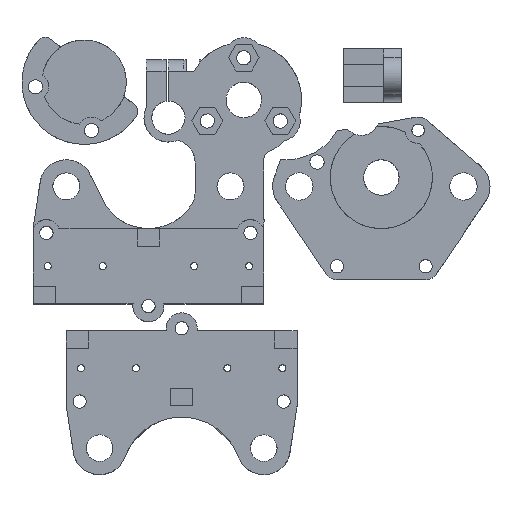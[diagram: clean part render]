
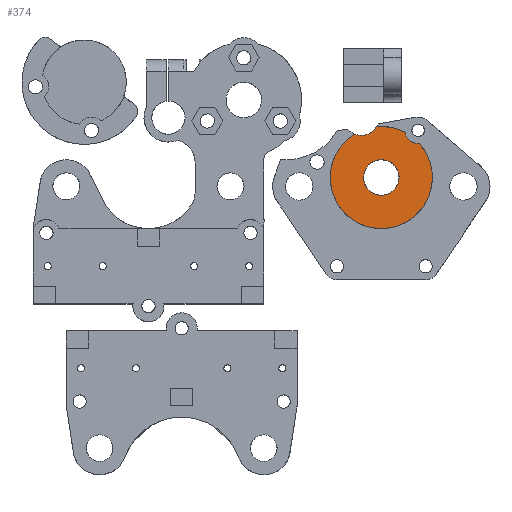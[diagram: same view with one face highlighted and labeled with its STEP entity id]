
A CAD part, top view. The second image highlights one B-rep face of the part: STEP entity #374.
In plain terms, the highlighted planar face has unit normal (0, 0, 1).
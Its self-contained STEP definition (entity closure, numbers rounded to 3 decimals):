
#374=ADVANCED_FACE('',(#841,#476),#6148,.T.);
#476=FACE_BOUND('',#1294,.T.);
#841=FACE_OUTER_BOUND('',#1293,.T.);
#1293=EDGE_LOOP('',(#3214,#3215,#3216,#3217));
#1294=EDGE_LOOP('',(#3218,#3219));
#3214=ORIENTED_EDGE('',*,*,#4308,.F.);
#3215=ORIENTED_EDGE('',*,*,#4311,.F.);
#3216=ORIENTED_EDGE('',*,*,#4313,.F.);
#3217=ORIENTED_EDGE('',*,*,#4314,.F.);
#3218=ORIENTED_EDGE('',*,*,#4316,.T.);
#3219=ORIENTED_EDGE('',*,*,#4356,.T.);
#4308=EDGE_CURVE('',#6006,#6007,#5318,.T.);
#4311=EDGE_CURVE('',#6008,#6006,#5321,.T.);
#4313=EDGE_CURVE('',#6009,#6008,#5323,.T.);
#4314=EDGE_CURVE('',#6007,#6009,#5324,.T.);
#4316=EDGE_CURVE('',#6011,#6010,#5326,.T.);
#4356=EDGE_CURVE('',#6010,#6011,#5366,.T.);
#5318=(
BOUNDED_CURVE()
B_SPLINE_CURVE(2,(#11911,#11912,#11913),.UNSPECIFIED.,.F.,.F.)
B_SPLINE_CURVE_WITH_KNOTS((3,3),(17.292,22.981),
 .UNSPECIFIED.)
CURVE()
GEOMETRIC_REPRESENTATION_ITEM()
RATIONAL_B_SPLINE_CURVE((1.,0.758,1.))
REPRESENTATION_ITEM('')
);
#5321=(
BOUNDED_CURVE()
B_SPLINE_CURVE(2,(#11918,#11919,#11920,#11921,#11922,#11923,#11924,#11925,
#11926),.UNSPECIFIED.,.F.,.F.)
B_SPLINE_CURVE_WITH_KNOTS((3,2,2,2,3),(-38.943,-24.884,
-10.825,3.233,17.292),.UNSPECIFIED.)
CURVE()
GEOMETRIC_REPRESENTATION_ITEM()
RATIONAL_B_SPLINE_CURVE((1.,0.819,1.,0.819,1.,0.819,
1.,0.819,1.))
REPRESENTATION_ITEM('')
);
#5323=(
BOUNDED_CURVE()
B_SPLINE_CURVE(2,(#11929,#11930,#11931),.UNSPECIFIED.,.F.,.F.)
B_SPLINE_CURVE_WITH_KNOTS((3,3),(-43.472,-38.943),
 .UNSPECIFIED.)
CURVE()
GEOMETRIC_REPRESENTATION_ITEM()
RATIONAL_B_SPLINE_CURVE((1.,0.728,1.))
REPRESENTATION_ITEM('')
);
#5324=(
BOUNDED_CURVE()
B_SPLINE_CURVE(2,(#11932,#11933,#11934),.UNSPECIFIED.,.F.,.F.)
B_SPLINE_CURVE_WITH_KNOTS((3,3),(-50.093,-43.472),
 .UNSPECIFIED.)
CURVE()
GEOMETRIC_REPRESENTATION_ITEM()
RATIONAL_B_SPLINE_CURVE((1.,0.959,1.))
REPRESENTATION_ITEM('')
);
#5326=(
BOUNDED_CURVE()
B_SPLINE_CURVE(2,(#11938,#11939,#11940,#11941,#11942),.UNSPECIFIED.,.F.,
 .F.)
B_SPLINE_CURVE_WITH_KNOTS((3,2,3),(12.566,18.85,25.133),
 .UNSPECIFIED.)
CURVE()
GEOMETRIC_REPRESENTATION_ITEM()
RATIONAL_B_SPLINE_CURVE((1.,0.707,1.,0.707,1.))
REPRESENTATION_ITEM('')
);
#5366=(
BOUNDED_CURVE()
B_SPLINE_CURVE(2,(#12085,#12086,#12087,#12088,#12089),.UNSPECIFIED.,.F.,
 .F.)
B_SPLINE_CURVE_WITH_KNOTS((3,2,3),(0.,6.283,12.566),
 .UNSPECIFIED.)
CURVE()
GEOMETRIC_REPRESENTATION_ITEM()
RATIONAL_B_SPLINE_CURVE((1.,0.707,1.,0.707,1.))
REPRESENTATION_ITEM('')
);
#6006=VERTEX_POINT('',#11625);
#6007=VERTEX_POINT('',#11626);
#6008=VERTEX_POINT('',#11627);
#6009=VERTEX_POINT('',#11628);
#6010=VERTEX_POINT('',#11629);
#6011=VERTEX_POINT('',#11630);
#6148=PLANE('',#6832);
#6832=AXIS2_PLACEMENT_3D('',#11492,#7203,$);
#7203=DIRECTION('',(0.,0.,1.));
#11492=CARTESIAN_POINT('',(11.311,-15.101,10.5));
#11625=CARTESIAN_POINT('',(20.982,9.799,10.5));
#11626=CARTESIAN_POINT('',(25.935,11.451,10.5));
#11627=CARTESIAN_POINT('',(35.582,7.655,10.5));
#11628=CARTESIAN_POINT('',(32.341,10.184,10.5));
#11629=CARTESIAN_POINT('',(23.,0.,10.5));
#11630=CARTESIAN_POINT('',(31.,0.,10.5));
#11911=CARTESIAN_POINT('',(20.982,9.799,10.5));
#11912=CARTESIAN_POINT('',(24.17,8.491,10.5));
#11913=CARTESIAN_POINT('',(25.935,11.451,10.5));
#11918=CARTESIAN_POINT('',(35.582,7.655,10.5));
#11919=CARTESIAN_POINT('',(40.946,1.641,10.5));
#11920=CARTESIAN_POINT('',(37.124,-5.454,10.5));
#11921=CARTESIAN_POINT('',(33.302,-12.549,10.5));
#11922=CARTESIAN_POINT('',(25.329,-11.378,10.5));
#11923=CARTESIAN_POINT('',(17.355,-10.207,10.5));
#11924=CARTESIAN_POINT('',(15.735,-2.313,10.5));
#11925=CARTESIAN_POINT('',(14.114,5.582,10.5));
#11926=CARTESIAN_POINT('',(20.982,9.799,10.5));
#11929=CARTESIAN_POINT('',(32.341,10.184,10.5));
#11930=CARTESIAN_POINT('',(32.772,7.395,10.5));
#11931=CARTESIAN_POINT('',(35.582,7.655,10.5));
#11932=CARTESIAN_POINT('',(25.935,11.451,10.5));
#11933=CARTESIAN_POINT('',(29.326,11.766,10.5));
#11934=CARTESIAN_POINT('',(32.341,10.184,10.5));
#11938=CARTESIAN_POINT('',(31.,0.,10.5));
#11939=CARTESIAN_POINT('',(31.,-4.,10.5));
#11940=CARTESIAN_POINT('',(27.,-4.,10.5));
#11941=CARTESIAN_POINT('',(23.,-4.,10.5));
#11942=CARTESIAN_POINT('',(23.,0.,10.5));
#12085=CARTESIAN_POINT('',(23.,0.,10.5));
#12086=CARTESIAN_POINT('',(23.,4.,10.5));
#12087=CARTESIAN_POINT('',(27.,4.,10.5));
#12088=CARTESIAN_POINT('',(31.,4.,10.5));
#12089=CARTESIAN_POINT('',(31.,0.,10.5));
